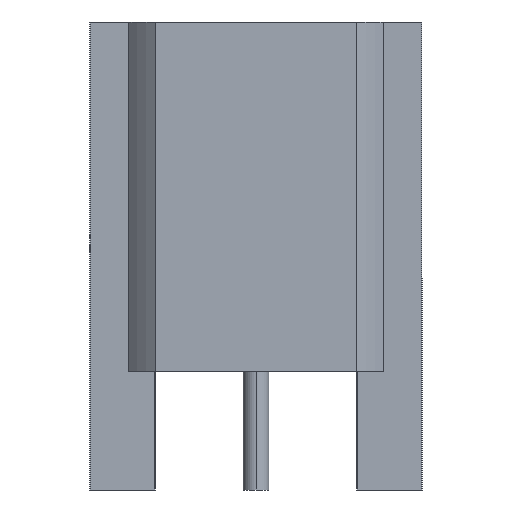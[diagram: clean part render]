
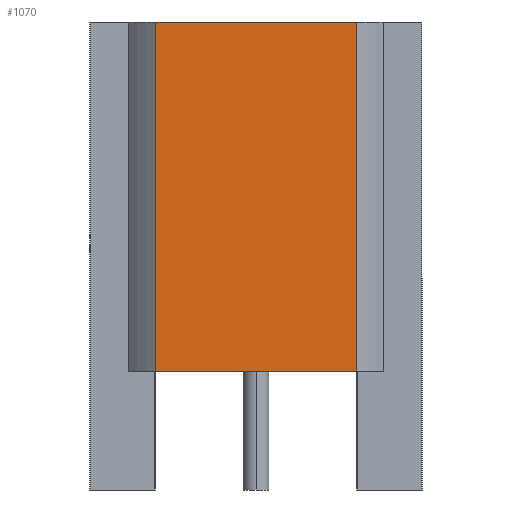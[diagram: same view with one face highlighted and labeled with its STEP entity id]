
A CAD part, front view. The second image highlights one B-rep face of the part: STEP entity #1070.
In plain terms, the highlighted planar face has unit normal (0, -1, 0).
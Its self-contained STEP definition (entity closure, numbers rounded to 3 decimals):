
#204=DIRECTION('',(0.,0.,1.));
#205=VECTOR('',#204,4.191);
#206=CARTESIAN_POINT('',(-1.206,-1.588,-4.191));
#207=LINE('',#206,#205);
#208=DIRECTION('',(-1.,0.,0.));
#209=VECTOR('',#208,2.413);
#210=CARTESIAN_POINT('',(1.206,-1.588,0.));
#211=LINE('',#210,#209);
#216=DIRECTION('',(0.,0.,-1.));
#217=VECTOR('',#216,4.191);
#218=CARTESIAN_POINT('',(1.206,-1.588,0.));
#219=LINE('',#218,#217);
#307=DIRECTION('',(-1.,0.,0.));
#308=VECTOR('',#307,2.413);
#309=CARTESIAN_POINT('',(1.206,-1.588,-4.191));
#310=LINE('',#309,#308);
#663=CARTESIAN_POINT('',(-1.206,-1.588,-4.191));
#664=VERTEX_POINT('',#663);
#665=CARTESIAN_POINT('',(1.206,-1.588,-4.191));
#666=VERTEX_POINT('',#665);
#689=CARTESIAN_POINT('',(1.206,-1.588,0.));
#690=VERTEX_POINT('',#689);
#733=CARTESIAN_POINT('',(-1.206,-1.588,0.));
#734=VERTEX_POINT('',#733);
#1057=CARTESIAN_POINT('',(0.,-1.588,-4.191));
#1058=DIRECTION('',(0.,-1.,0.));
#1059=DIRECTION('',(0.,0.,1.));
#1060=AXIS2_PLACEMENT_3D('',#1057,#1058,#1059);
#1061=PLANE('',#1060);
#1062=ORIENTED_EDGE('',*,*,#1050,.T.);
#1063=ORIENTED_EDGE('',*,*,#1017,.F.);
#1065=ORIENTED_EDGE('',*,*,#1064,.T.);
#1067=ORIENTED_EDGE('',*,*,#1066,.T.);
#1068=EDGE_LOOP('',(#1062,#1063,#1065,#1067));
#1069=FACE_OUTER_BOUND('',#1068,.F.);
#1070=ADVANCED_FACE('',(#1069),#1061,.T.);
#1017=EDGE_CURVE('',#690,#734,#211,.T.);
#1050=EDGE_CURVE('',#664,#734,#207,.T.);
#1064=EDGE_CURVE('',#690,#666,#219,.T.);
#1066=EDGE_CURVE('',#666,#664,#310,.T.);
